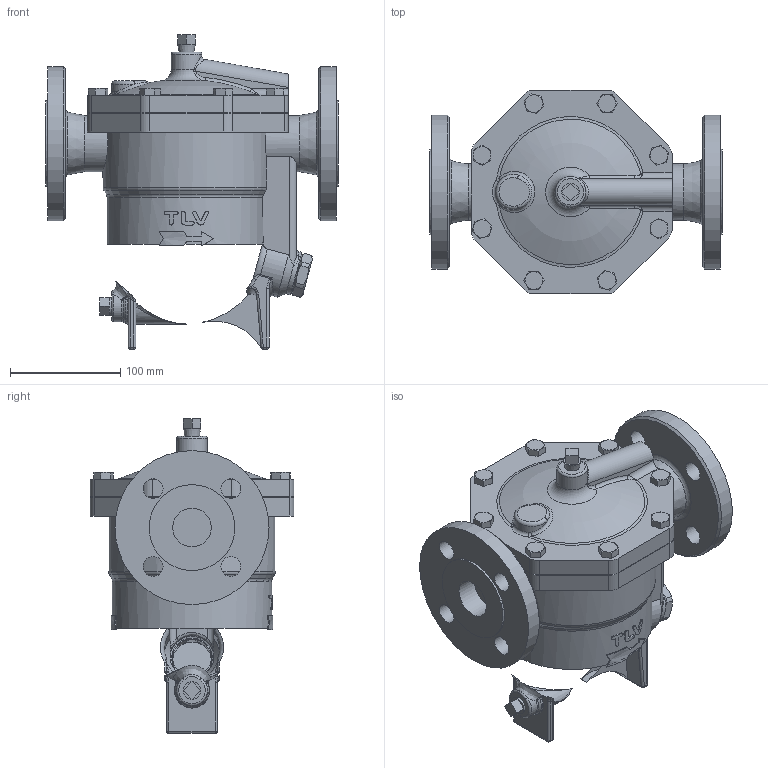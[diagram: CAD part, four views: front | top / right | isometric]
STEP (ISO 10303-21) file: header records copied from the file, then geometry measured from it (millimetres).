
FILE_DESCRIPTION(/* description */ (''),/* implementation_level */ '2;1');
FILE_NAME(/* name */ 'j7x00-032-e0016-00.stp',/* time_stamp */ '2019-05-31T16:23:20+09:00',/* author */ ('nakaot'),/* organization */ (''),/* preprocessor_version */ 'ST-DEVELOPER v15.6',/* originating_system */ 'Autodesk Inventor 2015',/* authorisation */ '');
FILE_SCHEMA (('AUTOMOTIVE_DESIGN { 1 0 10303 214 3 1 1 }'));
Length unit declared in the file: millimetre
Products named in the file (1): j7x00-032-e0016-00
Bounding box: 266 x 185 x 286 mm (x, y, z)
Volume: 4495637.7 mm3; surface area: 281513.4 mm2
Topology: 1 solids, 1 shells, 447 faces, 1089 edges, 665 vertices
Faces by surface type: plane 171, cylinder 107, bspline 76, cone 60, torus 23, sphere 10
Full cylindrical faces by diameter (mm): 10 x16, 12 x8, 18 x8, 28 x1, 35 x2, 40 x1, 51 x2, 78 x2, 140 x2, 150 x1
Entity records: 19914 total; most frequent: CARTESIAN_POINT 10493, ORIENTED_EDGE 2000, DIRECTION 1773, EDGE_CURVE 1000, AXIS2_PLACEMENT_3D 728, VERTEX_POINT 649, EDGE_LOOP 573, FACE_OUTER_BOUND 447
